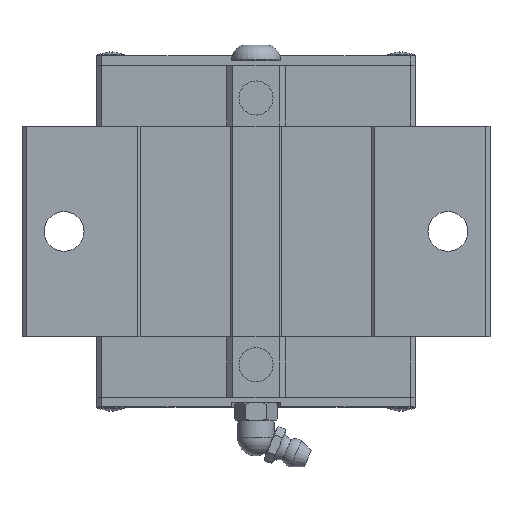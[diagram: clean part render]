
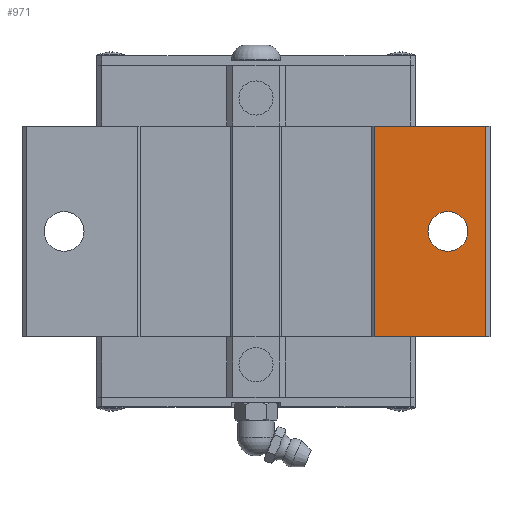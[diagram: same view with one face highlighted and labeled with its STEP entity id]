
A CAD part, top view. The second image highlights one B-rep face of the part: STEP entity #971.
In plain terms, the highlighted planar face has unit normal (0, 0, 1).
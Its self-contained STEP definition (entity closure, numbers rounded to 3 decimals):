
#971=ADVANCED_FACE('',(#1995,#1996),#1997,.T.);
#1995=FACE_OUTER_BOUND('',#3069,.T.);
#1996=FACE_BOUND('',#3070,.T.);
#1997=PLANE('',#3071);
#3069=EDGE_LOOP('',(#6067,#6068,#6069,#6070));
#3070=EDGE_LOOP('',(#6071,#6072));
#3071=AXIS2_PLACEMENT_3D('',#6073,#6074,#6075);
#6067=ORIENTED_EDGE('',*,*,#7596,.T.);
#6068=ORIENTED_EDGE('',*,*,#7527,.T.);
#6069=ORIENTED_EDGE('',*,*,#7602,.F.);
#6070=ORIENTED_EDGE('',*,*,#7577,.T.);
#6071=ORIENTED_EDGE('',*,*,#6471,.T.);
#6072=ORIENTED_EDGE('',*,*,#7603,.T.);
#6073=CARTESIAN_POINT('',(0.0,60.001,48.0));
#6074=DIRECTION('',(0.0,0.0,1.0));
#6075=DIRECTION('',(-1.0,0.0,0.0));
#6471=EDGE_CURVE('',#7746,#7752,#7754,.T.);
#7527=EDGE_CURVE('',#9319,#9317,#9320,.T.);
#7577=EDGE_CURVE('',#9406,#9404,#9407,.T.);
#7596=EDGE_CURVE('',#9404,#9319,#9430,.T.);
#7602=EDGE_CURVE('',#9406,#9317,#9436,.T.);
#7603=EDGE_CURVE('',#7752,#7746,#9437,.T.);
#7746=VERTEX_POINT('',#9619);
#7752=VERTEX_POINT('',#9626);
#7754=CIRCLE('',#9629,4.25);
#9317=VERTEX_POINT('',#12922);
#9319=VERTEX_POINT('',#12925);
#9320=LINE('',#12926,#12927);
#9404=VERTEX_POINT('',#13052);
#9406=VERTEX_POINT('',#13055);
#9407=LINE('',#13056,#13057);
#9430=LINE('',#13092,#13093);
#9436=LINE('',#13101,#13102);
#9437=CIRCLE('',#13103,4.25);
#9619=CARTESIAN_POINT('',(45.25,37.501,48.0));
#9626=CARTESIAN_POINT('',(36.75,37.501,48.0));
#9629=AXIS2_PLACEMENT_3D('',#13325,#13326,#13327);
#12922=CARTESIAN_POINT('',(49.0,15.001,48.0));
#12925=CARTESIAN_POINT('',(25.25,15.001,48.0));
#12926=CARTESIAN_POINT('',(49.0,15.001,48.0));
#12927=VECTOR('',#14349,1.0);
#13052=CARTESIAN_POINT('',(25.25,60.001,48.0));
#13055=CARTESIAN_POINT('',(49.0,60.001,48.0));
#13056=CARTESIAN_POINT('',(49.0,60.001,48.0));
#13057=VECTOR('',#14395,1.0);
#13092=CARTESIAN_POINT('',(25.25,71.251,48.0));
#13093=VECTOR('',#14408,1.0);
#13101=CARTESIAN_POINT('',(49.0,60.001,48.0));
#13102=VECTOR('',#14411,1.0);
#13103=AXIS2_PLACEMENT_3D('',#14412,#14413,#14414);
#13325=CARTESIAN_POINT('',(41.0,37.501,48.0));
#13326=DIRECTION('',(0.0,0.0,-1.0));
#13327=DIRECTION('',(1.0,0.0,0.0));
#14349=DIRECTION('',(1.0,0.0,0.0));
#14395=DIRECTION('',(-1.0,0.0,0.0));
#14408=DIRECTION('',(0.0,-1.0,0.0));
#14411=DIRECTION('',(0.0,-1.0,0.0));
#14412=CARTESIAN_POINT('',(41.0,37.501,48.0));
#14413=DIRECTION('',(0.0,0.0,-1.0));
#14414=DIRECTION('',(1.0,0.0,0.0));
